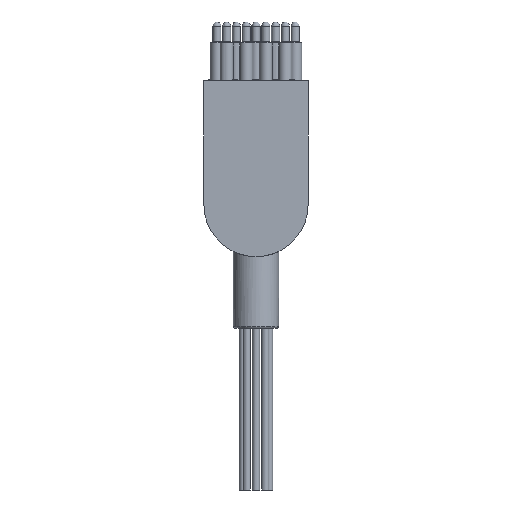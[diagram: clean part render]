
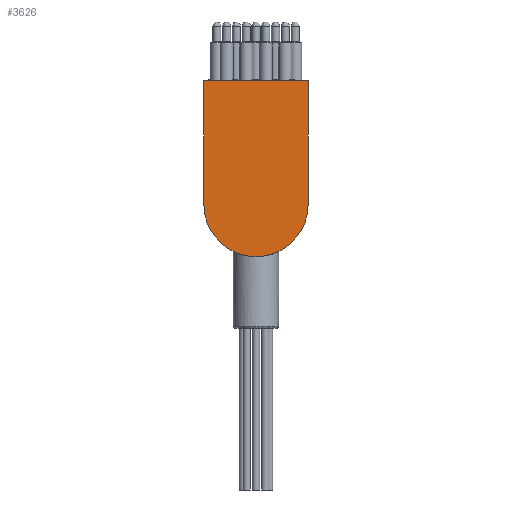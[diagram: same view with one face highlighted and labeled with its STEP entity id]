
A CAD part, front view. The second image highlights one B-rep face of the part: STEP entity #3626.
In plain terms, the highlighted planar face has unit normal (0, -1, 0).
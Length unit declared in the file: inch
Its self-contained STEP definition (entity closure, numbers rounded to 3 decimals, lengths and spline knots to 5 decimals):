
#475=LINE('',#9529,#723);
#476=LINE('',#9533,#724);
#477=LINE('',#9534,#725);
#723=VECTOR('',#4533,39.37008);
#724=VECTOR('',#4536,39.37008);
#725=VECTOR('',#4537,39.37008);
#984=FACE_OUTER_BOUND('',#1206,.T.);
#1206=EDGE_LOOP('',(#2956,#2957,#2958,#2959));
#1361=CIRCLE('',#3868,0.5);
#1730=VERTEX_POINT('',#9527);
#1731=VERTEX_POINT('',#9528);
#1732=VERTEX_POINT('',#9530);
#1733=VERTEX_POINT('',#9532);
#2214=EDGE_CURVE('',#1730,#1731,#475,.T.);
#2215=EDGE_CURVE('',#1732,#1730,#1361,.T.);
#2216=EDGE_CURVE('',#1733,#1732,#476,.T.);
#2217=EDGE_CURVE('',#1731,#1733,#477,.T.);
#2956=ORIENTED_EDGE('',*,*,#2214,.F.);
#2957=ORIENTED_EDGE('',*,*,#2215,.F.);
#2958=ORIENTED_EDGE('',*,*,#2216,.F.);
#2959=ORIENTED_EDGE('',*,*,#2217,.F.);
#3462=PLANE('',#3867);
#3626=ADVANCED_FACE('',(#984),#3462,.F.);
#3867=AXIS2_PLACEMENT_3D('',#9526,#4531,#4532);
#3868=AXIS2_PLACEMENT_3D('',#9531,#4534,#4535);
#4531=DIRECTION('center_axis',(0.,1.,0.));
#4532=DIRECTION('ref_axis',(0.,0.,1.));
#4533=DIRECTION('',(0.,0.,1.));
#4534=DIRECTION('center_axis',(0.,1.,0.));
#4535=DIRECTION('ref_axis',(0.,0.,1.));
#4536=DIRECTION('',(0.,0.,-1.));
#4537=DIRECTION('',(1.,0.,0.));
#9526=CARTESIAN_POINT('Origin',(0.,-0.281,-1.1875));
#9527=CARTESIAN_POINT('',(-0.5,-0.281,-1.1875));
#9528=CARTESIAN_POINT('',(-0.5,-0.281,0.));
#9529=CARTESIAN_POINT('',(-0.5,-0.281,-1.1875));
#9530=CARTESIAN_POINT('',(0.5,-0.281,-1.1875));
#9531=CARTESIAN_POINT('Origin',(0.,-0.281,-1.1875));
#9532=CARTESIAN_POINT('',(0.5,-0.281,0.));
#9533=CARTESIAN_POINT('',(0.5,-0.281,0.));
#9534=CARTESIAN_POINT('',(-0.5,-0.281,0.));
